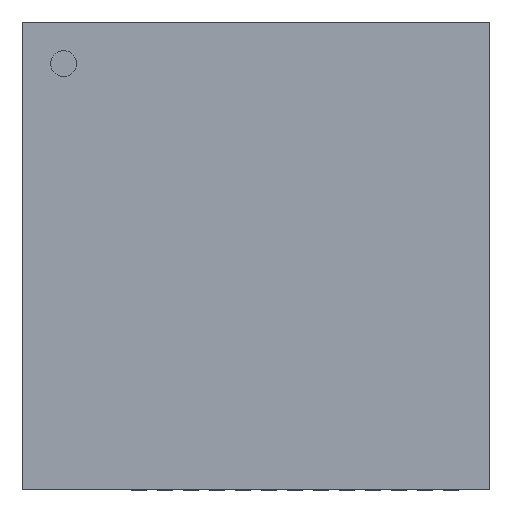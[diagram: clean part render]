
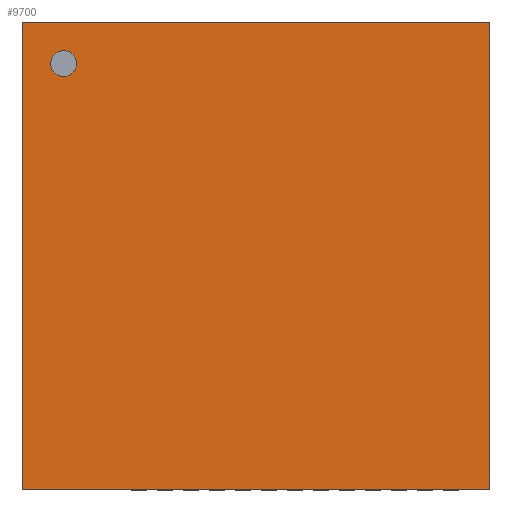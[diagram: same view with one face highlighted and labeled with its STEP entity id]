
A CAD part, top view. The second image highlights one B-rep face of the part: STEP entity #9700.
In plain terms, the highlighted planar face has unit normal (0, 0, 1).
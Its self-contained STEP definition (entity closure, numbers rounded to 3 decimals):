
#230=CARTESIAN_POINT('',(-3.45,3.7,0.8));
#231=VERTEX_POINT('',#230);
#240=CARTESIAN_POINT('',(-3.95,3.7,0.8));
#241=VERTEX_POINT('',#240);
#242=CARTESIAN_POINT('',(-3.7,3.7,0.8));
#243=DIRECTION('',(0.0,0.0,-1.0));
#244=DIRECTION('',(1.0,0.0,0.0));
#245=AXIS2_PLACEMENT_3D('',#242,#243,#244);
#246=CIRCLE('',#245,0.25);
#247=EDGE_CURVE('',#241,#231,#246,.T.);
#281=CARTESIAN_POINT('',(-3.7,3.7,0.8));
#282=DIRECTION('',(0.0,0.0,-1.0));
#283=DIRECTION('',(1.0,0.0,0.0));
#284=AXIS2_PLACEMENT_3D('',#281,#282,#283);
#285=CIRCLE('',#284,0.25);
#286=EDGE_CURVE('',#231,#241,#285,.T.);
#9344=CARTESIAN_POINT('',(-4.5,4.5,0.8));
#9345=VERTEX_POINT('',#9344);
#9352=CARTESIAN_POINT('',(4.5,4.5,0.8));
#9353=VERTEX_POINT('',#9352);
#9354=CARTESIAN_POINT('',(-4.5,4.5,0.8));
#9355=DIRECTION('',(1.0,0.0,0.0));
#9356=VECTOR('',#9355,9.0);
#9357=LINE('',#9354,#9356);
#9358=EDGE_CURVE('',#9345,#9353,#9357,.T.);
#9440=CARTESIAN_POINT('',(4.5,-4.5,0.8));
#9441=VERTEX_POINT('',#9440);
#9442=CARTESIAN_POINT('',(4.5,4.5,0.8));
#9443=DIRECTION('',(0.0,-1.0,0.0));
#9444=VECTOR('',#9443,9.0);
#9445=LINE('',#9442,#9444);
#9446=EDGE_CURVE('',#9353,#9441,#9445,.T.);
#9528=CARTESIAN_POINT('',(-4.5,-4.5,0.8));
#9529=VERTEX_POINT('',#9528);
#9530=CARTESIAN_POINT('',(4.5,-4.5,0.8));
#9531=DIRECTION('',(-1.0,0.0,0.0));
#9532=VECTOR('',#9531,9.0);
#9533=LINE('',#9530,#9532);
#9534=EDGE_CURVE('',#9441,#9529,#9533,.T.);
#9616=CARTESIAN_POINT('',(-4.5,-4.5,0.8));
#9617=DIRECTION('',(0.0,1.0,0.0));
#9618=VECTOR('',#9617,9.0);
#9619=LINE('',#9616,#9618);
#9620=EDGE_CURVE('',#9529,#9345,#9619,.T.);
#9685=CARTESIAN_POINT('',(0.,0.0,0.8));
#9686=DIRECTION('',(0.0,0.0,1.0));
#9687=DIRECTION('',(1.0,0.0,0.0));
#9688=AXIS2_PLACEMENT_3D('',#9685,#9686,#9687);
#9689=PLANE('',#9688);
#9690=ORIENTED_EDGE('',*,*,#9358,.F.);
#9691=ORIENTED_EDGE('',*,*,#9620,.F.);
#9692=ORIENTED_EDGE('',*,*,#9534,.F.);
#9693=ORIENTED_EDGE('',*,*,#9446,.F.);
#9694=EDGE_LOOP('',(#9690,#9691,#9692,#9693));
#9695=FACE_OUTER_BOUND('',#9694,.T.);
#9696=ORIENTED_EDGE('',*,*,#247,.T.);
#9697=ORIENTED_EDGE('',*,*,#286,.T.);
#9698=EDGE_LOOP('',(#9696,#9697));
#9699=FACE_BOUND('',#9698,.T.);
#9700=ADVANCED_FACE('',(#9695,#9699),#9689,.T.);
